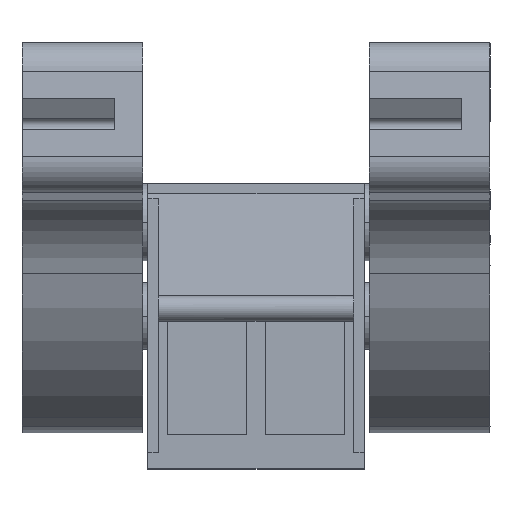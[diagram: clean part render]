
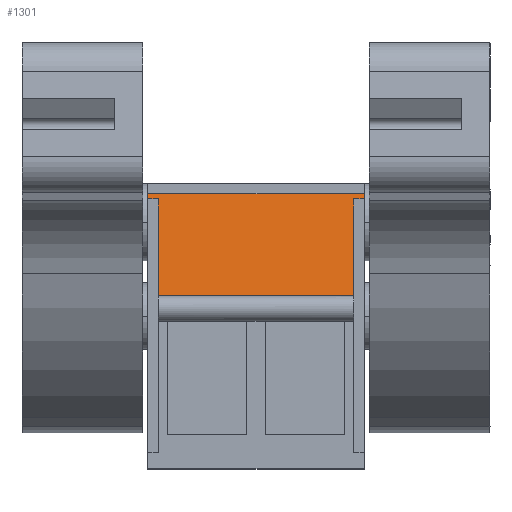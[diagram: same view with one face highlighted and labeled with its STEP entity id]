
A CAD part, top view. The second image highlights one B-rep face of the part: STEP entity #1301.
In plain terms, the highlighted planar face has unit normal (0, 0.174, 0.985).
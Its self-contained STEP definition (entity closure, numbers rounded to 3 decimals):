
#1258=AXIS2_PLACEMENT_3D('Plane Axis2P3D',#1255,#1256,#1257) ;
#217=CARTESIAN_POINT('Vertex',(4.9,10.5,14.185)) ;
#220=CARTESIAN_POINT('Line Origine',(4.9,10.6,14.168)) ;
#224=CARTESIAN_POINT('Vertex',(4.9,10.7,14.15)) ;
#695=CARTESIAN_POINT('Vertex',(13.31,10.7,14.15)) ;
#698=CARTESIAN_POINT('Line Origine',(13.31,10.6,14.168)) ;
#702=CARTESIAN_POINT('Vertex',(13.31,10.5,14.185)) ;
#1235=CARTESIAN_POINT('Line Origine',(5.098,10.5,14.185)) ;
#1239=CARTESIAN_POINT('Vertex',(5.295,10.5,14.185)) ;
#1255=CARTESIAN_POINT('Axis2P3D Location',(28.155,10.7,14.15)) ;
#1260=CARTESIAN_POINT('Line Origine',(9.105,10.7,14.15)) ;
#1265=CARTESIAN_POINT('Line Origine',(5.295,8.615,14.518)) ;
#1269=CARTESIAN_POINT('Vertex',(5.295,6.73,14.85)) ;
#1272=CARTESIAN_POINT('Line Origine',(9.105,6.73,14.85)) ;
#1276=CARTESIAN_POINT('Vertex',(12.915,6.73,14.85)) ;
#1279=CARTESIAN_POINT('Line Origine',(12.915,8.615,14.518)) ;
#1283=CARTESIAN_POINT('Vertex',(12.915,10.5,14.185)) ;
#1286=CARTESIAN_POINT('Line Origine',(13.112,10.5,14.185)) ;
#221=DIRECTION('Vector Direction',(0.,0.985,-0.174)) ;
#699=DIRECTION('Vector Direction',(0.,0.985,-0.174)) ;
#1236=DIRECTION('Vector Direction',(1.,0.,0.)) ;
#1256=DIRECTION('Axis2P3D Direction',(0.,0.174,0.985)) ;
#1257=DIRECTION('Axis2P3D XDirection',(0.,-0.985,0.174)) ;
#1261=DIRECTION('Vector Direction',(1.,0.,0.)) ;
#1266=DIRECTION('Vector Direction',(0.,-0.985,0.174)) ;
#1273=DIRECTION('Vector Direction',(1.,0.,0.)) ;
#1280=DIRECTION('Vector Direction',(0.,-0.985,0.174)) ;
#1287=DIRECTION('Vector Direction',(1.,0.,0.)) ;
#222=VECTOR('Line Direction',#221,1.) ;
#700=VECTOR('Line Direction',#699,1.) ;
#1237=VECTOR('Line Direction',#1236,1.) ;
#1262=VECTOR('Line Direction',#1261,1.) ;
#1267=VECTOR('Line Direction',#1266,1.) ;
#1274=VECTOR('Line Direction',#1273,1.) ;
#1281=VECTOR('Line Direction',#1280,1.) ;
#1288=VECTOR('Line Direction',#1287,1.) ;
#1292=ORIENTED_EDGE('',*,*,#1264,.F.) ;
#1293=ORIENTED_EDGE('',*,*,#226,.F.) ;
#1294=ORIENTED_EDGE('',*,*,#1241,.T.) ;
#1295=ORIENTED_EDGE('',*,*,#1271,.F.) ;
#1296=ORIENTED_EDGE('',*,*,#1278,.T.) ;
#1297=ORIENTED_EDGE('',*,*,#1285,.F.) ;
#1298=ORIENTED_EDGE('',*,*,#1290,.F.) ;
#1299=ORIENTED_EDGE('',*,*,#704,.T.) ;
#1301=ADVANCED_FACE('HOUSING',(#1300),#1259,.T.) ;
#226=EDGE_CURVE('',#218,#225,#223,.T.) ;
#704=EDGE_CURVE('',#703,#696,#701,.T.) ;
#1241=EDGE_CURVE('',#218,#1240,#1238,.T.) ;
#1264=EDGE_CURVE('',#225,#696,#1263,.T.) ;
#1271=EDGE_CURVE('',#1270,#1240,#1268,.F.) ;
#1278=EDGE_CURVE('',#1270,#1277,#1275,.T.) ;
#1285=EDGE_CURVE('',#1284,#1277,#1282,.T.) ;
#1290=EDGE_CURVE('',#703,#1284,#1289,.F.) ;
#1291=EDGE_LOOP('',(#1292,#1293,#1294,#1295,#1296,#1297,#1298,#1299)) ;
#1300=FACE_OUTER_BOUND('',#1291,.T.) ;
#223=LINE('Line',#220,#222) ;
#701=LINE('Line',#698,#700) ;
#1238=LINE('Line',#1235,#1237) ;
#1263=LINE('Line',#1260,#1262) ;
#1268=LINE('Line',#1265,#1267) ;
#1275=LINE('Line',#1272,#1274) ;
#1282=LINE('Line',#1279,#1281) ;
#1289=LINE('Line',#1286,#1288) ;
#1259=PLANE('',#1258) ;
#218=VERTEX_POINT('',#217) ;
#225=VERTEX_POINT('',#224) ;
#696=VERTEX_POINT('',#695) ;
#703=VERTEX_POINT('',#702) ;
#1240=VERTEX_POINT('',#1239) ;
#1270=VERTEX_POINT('',#1269) ;
#1277=VERTEX_POINT('',#1276) ;
#1284=VERTEX_POINT('',#1283) ;
